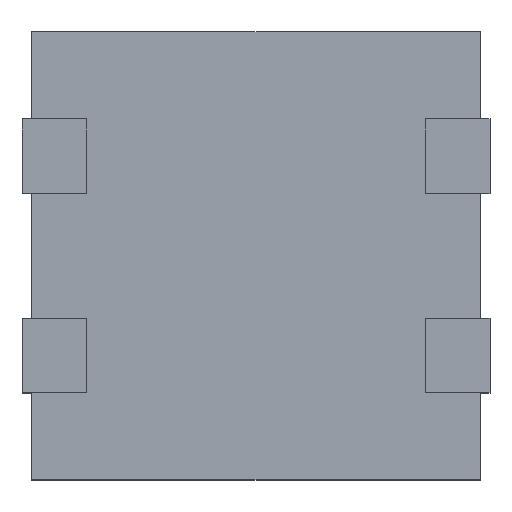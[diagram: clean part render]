
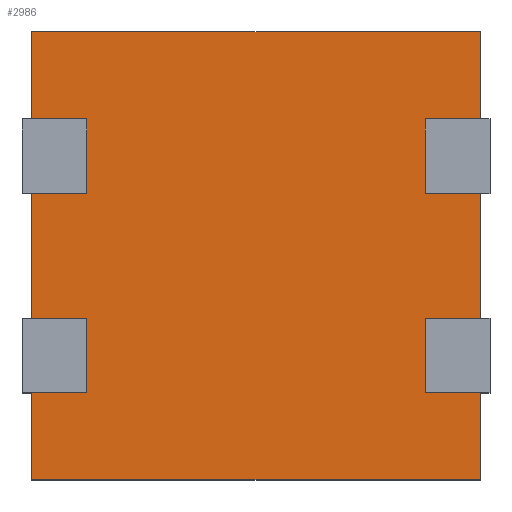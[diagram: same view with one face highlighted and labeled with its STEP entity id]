
A CAD part, top view. The second image highlights one B-rep face of the part: STEP entity #2986.
In plain terms, the highlighted planar face has unit normal (0, 0, 1).
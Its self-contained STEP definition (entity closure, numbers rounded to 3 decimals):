
#2672 = VERTEX_POINT('',#2673);
#2673 = CARTESIAN_POINT('',(0.,0.,1.9));
#2680 = PLANE('',#2681);
#2681 = AXIS2_PLACEMENT_3D('',#2682,#2683,#2684);
#2682 = CARTESIAN_POINT('',(0.,0.,0.));
#2683 = DIRECTION('',(0.,1.,0.));
#2684 = DIRECTION('',(1.,0.,0.));
#2692 = PLANE('',#2693);
#2693 = AXIS2_PLACEMENT_3D('',#2694,#2695,#2696);
#2694 = CARTESIAN_POINT('',(0.,4.5,0.));
#2695 = DIRECTION('',(1.,0.,0.));
#2696 = DIRECTION('',(0.,-1.,0.));
#2704 = EDGE_CURVE('',#2672,#2705,#2707,.T.);
#2705 = VERTEX_POINT('',#2706);
#2706 = CARTESIAN_POINT('',(4.5,0.,1.9));
#2707 = SURFACE_CURVE('',#2708,(#2712,#2719),.PCURVE_S1.);
#2708 = LINE('',#2709,#2710);
#2709 = CARTESIAN_POINT('',(0.,0.,1.9));
#2710 = VECTOR('',#2711,1.);
#2711 = DIRECTION('',(1.,0.,0.));
#2712 = PCURVE('',#2680,#2713);
#2713 = DEFINITIONAL_REPRESENTATION('',(#2714),#2718);
#2714 = LINE('',#2715,#2716);
#2715 = CARTESIAN_POINT('',(0.,-1.9));
#2716 = VECTOR('',#2717,1.);
#2717 = DIRECTION('',(1.,0.));
#2718 = ( GEOMETRIC_REPRESENTATION_CONTEXT(2) 
PARAMETRIC_REPRESENTATION_CONTEXT() REPRESENTATION_CONTEXT('2D SPACE',''
  ) );
#2719 = PCURVE('',#2720,#2725);
#2720 = PLANE('',#2721);
#2721 = AXIS2_PLACEMENT_3D('',#2722,#2723,#2724);
#2722 = CARTESIAN_POINT('',(2.25,2.25,1.9));
#2723 = DIRECTION('',(0.,0.,1.));
#2724 = DIRECTION('',(1.,0.,0.));
#2725 = DEFINITIONAL_REPRESENTATION('',(#2726),#2730);
#2726 = LINE('',#2727,#2728);
#2727 = CARTESIAN_POINT('',(-2.25,-2.25));
#2728 = VECTOR('',#2729,1.);
#2729 = DIRECTION('',(1.,0.));
#2730 = ( GEOMETRIC_REPRESENTATION_CONTEXT(2) 
PARAMETRIC_REPRESENTATION_CONTEXT() REPRESENTATION_CONTEXT('2D SPACE',''
  ) );
#2748 = PLANE('',#2749);
#2749 = AXIS2_PLACEMENT_3D('',#2750,#2751,#2752);
#2750 = CARTESIAN_POINT('',(4.5,0.,0.));
#2751 = DIRECTION('',(-1.,0.,0.));
#2752 = DIRECTION('',(0.,1.,0.));
#2790 = EDGE_CURVE('',#2705,#2791,#2793,.T.);
#2791 = VERTEX_POINT('',#2792);
#2792 = CARTESIAN_POINT('',(4.5,4.5,1.9));
#2793 = SURFACE_CURVE('',#2794,(#2798,#2805),.PCURVE_S1.);
#2794 = LINE('',#2795,#2796);
#2795 = CARTESIAN_POINT('',(4.5,0.,1.9));
#2796 = VECTOR('',#2797,1.);
#2797 = DIRECTION('',(0.,1.,0.));
#2798 = PCURVE('',#2748,#2799);
#2799 = DEFINITIONAL_REPRESENTATION('',(#2800),#2804);
#2800 = LINE('',#2801,#2802);
#2801 = CARTESIAN_POINT('',(0.,-1.9));
#2802 = VECTOR('',#2803,1.);
#2803 = DIRECTION('',(1.,0.));
#2804 = ( GEOMETRIC_REPRESENTATION_CONTEXT(2) 
PARAMETRIC_REPRESENTATION_CONTEXT() REPRESENTATION_CONTEXT('2D SPACE',''
  ) );
#2805 = PCURVE('',#2720,#2806);
#2806 = DEFINITIONAL_REPRESENTATION('',(#2807),#2811);
#2807 = LINE('',#2808,#2809);
#2808 = CARTESIAN_POINT('',(2.25,-2.25));
#2809 = VECTOR('',#2810,1.);
#2810 = DIRECTION('',(0.,1.));
#2811 = ( GEOMETRIC_REPRESENTATION_CONTEXT(2) 
PARAMETRIC_REPRESENTATION_CONTEXT() REPRESENTATION_CONTEXT('2D SPACE',''
  ) );
#2829 = PLANE('',#2830);
#2830 = AXIS2_PLACEMENT_3D('',#2831,#2832,#2833);
#2831 = CARTESIAN_POINT('',(4.5,4.5,0.));
#2832 = DIRECTION('',(0.,-1.,0.));
#2833 = DIRECTION('',(-1.,0.,0.));
#2866 = EDGE_CURVE('',#2791,#2867,#2869,.T.);
#2867 = VERTEX_POINT('',#2868);
#2868 = CARTESIAN_POINT('',(0.,4.5,1.9));
#2869 = SURFACE_CURVE('',#2870,(#2874,#2881),.PCURVE_S1.);
#2870 = LINE('',#2871,#2872);
#2871 = CARTESIAN_POINT('',(4.5,4.5,1.9));
#2872 = VECTOR('',#2873,1.);
#2873 = DIRECTION('',(-1.,0.,0.));
#2874 = PCURVE('',#2829,#2875);
#2875 = DEFINITIONAL_REPRESENTATION('',(#2876),#2880);
#2876 = LINE('',#2877,#2878);
#2877 = CARTESIAN_POINT('',(0.,-1.9));
#2878 = VECTOR('',#2879,1.);
#2879 = DIRECTION('',(1.,0.));
#2880 = ( GEOMETRIC_REPRESENTATION_CONTEXT(2) 
PARAMETRIC_REPRESENTATION_CONTEXT() REPRESENTATION_CONTEXT('2D SPACE',''
  ) );
#2881 = PCURVE('',#2720,#2882);
#2882 = DEFINITIONAL_REPRESENTATION('',(#2883),#2887);
#2883 = LINE('',#2884,#2885);
#2884 = CARTESIAN_POINT('',(2.25,2.25));
#2885 = VECTOR('',#2886,1.);
#2886 = DIRECTION('',(-1.,0.));
#2887 = ( GEOMETRIC_REPRESENTATION_CONTEXT(2) 
PARAMETRIC_REPRESENTATION_CONTEXT() REPRESENTATION_CONTEXT('2D SPACE',''
  ) );
#2937 = EDGE_CURVE('',#2867,#2672,#2938,.T.);
#2938 = SURFACE_CURVE('',#2939,(#2943,#2950),.PCURVE_S1.);
#2939 = LINE('',#2940,#2941);
#2940 = CARTESIAN_POINT('',(0.,4.5,1.9));
#2941 = VECTOR('',#2942,1.);
#2942 = DIRECTION('',(0.,-1.,0.));
#2943 = PCURVE('',#2692,#2944);
#2944 = DEFINITIONAL_REPRESENTATION('',(#2945),#2949);
#2945 = LINE('',#2946,#2947);
#2946 = CARTESIAN_POINT('',(0.,-1.9));
#2947 = VECTOR('',#2948,1.);
#2948 = DIRECTION('',(1.,0.));
#2949 = ( GEOMETRIC_REPRESENTATION_CONTEXT(2) 
PARAMETRIC_REPRESENTATION_CONTEXT() REPRESENTATION_CONTEXT('2D SPACE',''
  ) );
#2950 = PCURVE('',#2720,#2951);
#2951 = DEFINITIONAL_REPRESENTATION('',(#2952),#2956);
#2952 = LINE('',#2953,#2954);
#2953 = CARTESIAN_POINT('',(-2.25,2.25));
#2954 = VECTOR('',#2955,1.);
#2955 = DIRECTION('',(0.,-1.));
#2956 = ( GEOMETRIC_REPRESENTATION_CONTEXT(2) 
PARAMETRIC_REPRESENTATION_CONTEXT() REPRESENTATION_CONTEXT('2D SPACE',''
  ) );
#2986 = ADVANCED_FACE('',(#2987),#2720,.T.);
#2987 = FACE_BOUND('',#2988,.T.);
#2988 = EDGE_LOOP('',(#2989,#2990,#2991,#2992));
#2989 = ORIENTED_EDGE('',*,*,#2704,.T.);
#2990 = ORIENTED_EDGE('',*,*,#2790,.T.);
#2991 = ORIENTED_EDGE('',*,*,#2866,.T.);
#2992 = ORIENTED_EDGE('',*,*,#2937,.T.);
